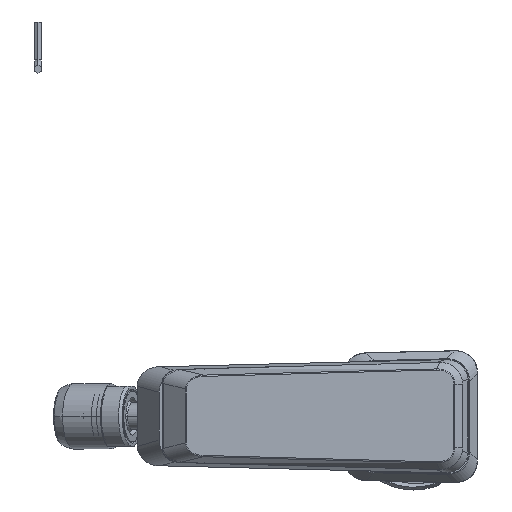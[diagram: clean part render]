
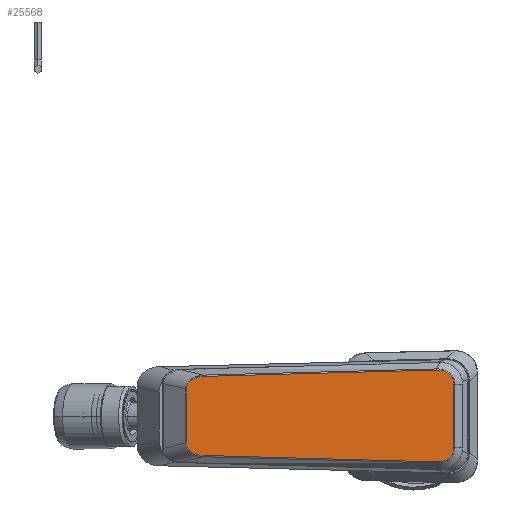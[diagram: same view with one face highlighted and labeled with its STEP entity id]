
A CAD part, top view. The second image highlights one B-rep face of the part: STEP entity #25568.
In plain terms, the highlighted face is planar.
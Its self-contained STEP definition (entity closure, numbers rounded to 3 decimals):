
#23589=CARTESIAN_POINT('',(10.587,16.875,
-155.253));
#23590=CARTESIAN_POINT('',(10.799,16.881,
-155.239));
#23591=CARTESIAN_POINT('',(11.234,16.88,
-155.208));
#23592=CARTESIAN_POINT('',(11.895,16.835,
-155.162));
#23593=CARTESIAN_POINT('',(12.65,16.721,
-155.109));
#23594=CARTESIAN_POINT('',(13.472,16.505,
-155.052));
#23595=CARTESIAN_POINT('',(14.242,16.186,
-154.998));
#23596=CARTESIAN_POINT('',(14.865,15.819,
-154.954));
#23597=CARTESIAN_POINT('',(15.372,15.423,
-154.919));
#23598=CARTESIAN_POINT('',(15.777,15.01,
-154.89));
#23599=CARTESIAN_POINT('',(16.104,14.585,
-154.868));
#23600=CARTESIAN_POINT('',(16.349,14.181,
-154.851));
#23601=CARTESIAN_POINT('',(16.542,13.781,
-154.837));
#23602=CARTESIAN_POINT('',(16.707,13.337,
-154.825));
#23603=CARTESIAN_POINT('',(16.843,12.825,
-154.816));
#23604=CARTESIAN_POINT('',(16.934,12.244,
-154.81));
#23605=CARTESIAN_POINT('',(16.958,11.809,
-154.808));
#23606=CARTESIAN_POINT('',(16.958,11.581,
-154.808));
#23608=CARTESIAN_POINT('',(-74.955,14.523,
-161.235));
#23609=CARTESIAN_POINT('',(-69.853,14.66,
-160.878));
#23610=CARTESIAN_POINT('',(-60.161,14.92,
-160.201));
#23611=CARTESIAN_POINT('',(-47.168,15.271,
-159.292));
#23612=CARTESIAN_POINT('',(-35.706,15.583,
-158.491));
#23613=CARTESIAN_POINT('',(-25.616,15.859,
-157.785));
#23614=CARTESIAN_POINT('',(-16.641,16.107,
-157.157));
#23615=CARTESIAN_POINT('',(-8.663,16.329,
-156.599));
#23616=CARTESIAN_POINT('',(-1.539,16.529,
-156.101));
#23617=CARTESIAN_POINT('',(4.849,16.71,
-155.655));
#23618=CARTESIAN_POINT('',(8.742,16.822,
-155.382));
#23619=CARTESIAN_POINT('',(10.587,16.875,
-155.253));
#23621=CARTESIAN_POINT('',(-81.141,9.918,
-161.668));
#23622=CARTESIAN_POINT('',(-81.14,10.246,
-161.668));
#23623=CARTESIAN_POINT('',(-81.059,10.887,
-161.662));
#23624=CARTESIAN_POINT('',(-80.68,11.816,
-161.635));
#23625=CARTESIAN_POINT('',(-80.028,12.68,
-161.59));
#23626=CARTESIAN_POINT('',(-79.079,13.43,
-161.523));
#23627=CARTESIAN_POINT('',(-78.096,13.919,
-161.455));
#23628=CARTESIAN_POINT('',(-77.158,14.231,
-161.389));
#23629=CARTESIAN_POINT('',(-76.147,14.442,
-161.318));
#23630=CARTESIAN_POINT('',(-75.367,14.512,
-161.264));
#23631=CARTESIAN_POINT('',(-74.955,14.523,
-161.235));
#23633=DIRECTION('',(0.,1.,0.));
#23634=VECTOR('',#23633,19.836);
#23635=CARTESIAN_POINT('',(-81.14,-9.918,
-161.668));
#23636=LINE('',#23635,#23634);
#23637=CARTESIAN_POINT('',(-74.955,-14.523,
-161.235));
#23638=CARTESIAN_POINT('',(-75.283,-14.514,
-161.258));
#23639=CARTESIAN_POINT('',(-75.965,-14.467,
-161.306));
#23640=CARTESIAN_POINT('',(-77.122,-14.25,
-161.387));
#23641=CARTESIAN_POINT('',(-78.237,-13.867,
-161.465));
#23642=CARTESIAN_POINT('',(-79.186,-13.349,
-161.531));
#23643=CARTESIAN_POINT('',(-79.927,-12.753,
-161.583));
#23644=CARTESIAN_POINT('',(-80.48,-12.097,
-161.621));
#23645=CARTESIAN_POINT('',(-80.838,-11.453,
-161.646));
#23646=CARTESIAN_POINT('',(-81.07,-10.77,
-161.663));
#23647=CARTESIAN_POINT('',(-81.14,-10.215,
-161.668));
#23648=CARTESIAN_POINT('',(-81.14,-9.918,
-161.668));
#23650=CARTESIAN_POINT('',(10.587,-16.875,
-155.253));
#23651=CARTESIAN_POINT('',(6.611,-16.761,
-155.531));
#23652=CARTESIAN_POINT('',(-1.337,-16.535,
-156.087));
#23653=CARTESIAN_POINT('',(-12.711,-16.216,
-156.883));
#23654=CARTESIAN_POINT('',(-25.143,-15.872,
-157.752));
#23655=CARTESIAN_POINT('',(-38.743,-15.5,
-158.703));
#23656=CARTESIAN_POINT('',(-52.467,-15.127,
-159.663));
#23657=CARTESIAN_POINT('',(-65.203,-14.784,
-160.553));
#23658=CARTESIAN_POINT('',(-71.936,-14.604,
-161.024));
#23659=CARTESIAN_POINT('',(-74.955,-14.523,
-161.235));
#23661=CARTESIAN_POINT('',(16.958,-11.581,
-154.808));
#23662=CARTESIAN_POINT('',(16.958,-11.706,
-154.808));
#23663=CARTESIAN_POINT('',(16.951,-11.97,
-154.808));
#23664=CARTESIAN_POINT('',(16.911,-12.401,
-154.811));
#23665=CARTESIAN_POINT('',(16.831,-12.872,
-154.817));
#23666=CARTESIAN_POINT('',(16.695,-13.383,
-154.826));
#23667=CARTESIAN_POINT('',(16.482,-13.93,
-154.841));
#23668=CARTESIAN_POINT('',(16.169,-14.502,
-154.863));
#23669=CARTESIAN_POINT('',(15.722,-15.089,
-154.894));
#23670=CARTESIAN_POINT('',(15.111,-15.656,
-154.937));
#23671=CARTESIAN_POINT('',(14.334,-16.147,
-154.991));
#23672=CARTESIAN_POINT('',(13.532,-16.483,
-155.047));
#23673=CARTESIAN_POINT('',(12.798,-16.685,
-155.099));
#23674=CARTESIAN_POINT('',(12.144,-16.802,
-155.145));
#23675=CARTESIAN_POINT('',(11.561,-16.861,
-155.185));
#23676=CARTESIAN_POINT('',(11.044,-16.882,
-155.221));
#23677=CARTESIAN_POINT('',(10.733,-16.879,
-155.243));
#23678=CARTESIAN_POINT('',(10.587,-16.875,
-155.253));
#23680=DIRECTION('',(0.,-1.,0.));
#23681=VECTOR('',#23680,23.161);
#23682=CARTESIAN_POINT('',(16.958,11.581,
-154.808));
#23683=LINE('',#23682,#23681);
#25443=VERTEX_POINT('',#23589);
#25444=VERTEX_POINT('',#23606);
#25447=CARTESIAN_POINT('',(16.958,-11.581,
-154.808));
#25448=VERTEX_POINT('',#25447);
#25451=VERTEX_POINT('',#23678);
#25453=VERTEX_POINT('',#23659);
#25455=VERTEX_POINT('',#23648);
#25457=CARTESIAN_POINT('',(-81.141,9.918,
-161.668));
#25458=VERTEX_POINT('',#25457);
#25461=VERTEX_POINT('',#23631);
#25546=CARTESIAN_POINT('',(27.216,20.755,
-154.091));
#25547=DIRECTION('',(0.07,0.,-0.998));
#25548=DIRECTION('',(0.,-1.,0.));
#25549=AXIS2_PLACEMENT_3D('',#25546,#25547,#25548);
#25550=PLANE('',#25549);
#25552=ORIENTED_EDGE('',*,*,#25551,.F.);
#25554=ORIENTED_EDGE('',*,*,#25553,.F.);
#25556=ORIENTED_EDGE('',*,*,#25555,.F.);
#25558=ORIENTED_EDGE('',*,*,#25557,.F.);
#25559=ORIENTED_EDGE('',*,*,#25536,.F.);
#25561=ORIENTED_EDGE('',*,*,#25560,.F.);
#25563=ORIENTED_EDGE('',*,*,#25562,.F.);
#25565=ORIENTED_EDGE('',*,*,#25564,.F.);
#25566=EDGE_LOOP('',(#25552,#25554,#25556,#25558,#25559,#25561,#25563,#25565));
#25567=FACE_OUTER_BOUND('',#25566,.F.);
#25568=ADVANCED_FACE('',(#25567),#25550,.T.);
#23607=B_SPLINE_CURVE_WITH_KNOTS('',3,(#23589,#23590,#23591,#23592,#23593,
#23594,#23595,#23596,#23597,#23598,#23599,#23600,#23601,#23602,#23603,#23604,
#23605,#23606),.UNSPECIFIED.,.F.,.F.,(4,1,1,1,1,1,1,1,1,1,1,1,1,1,1,4),(0.,
0.067,0.133,0.2,0.267,0.333,
0.4,0.467,0.533,0.6,0.667,
0.733,0.8,0.867,0.933,1.),
.UNSPECIFIED.);
#23620=B_SPLINE_CURVE_WITH_KNOTS('',3,(#23608,#23609,#23610,#23611,#23612,
#23613,#23614,#23615,#23616,#23617,#23618,#23619),.UNSPECIFIED.,.F.,.F.,(4,1,1,
1,1,1,1,1,1,4),(0.,0.111,0.222,0.333,
0.444,0.556,0.667,0.778,
0.889,1.),.UNSPECIFIED.);
#23632=B_SPLINE_CURVE_WITH_KNOTS('',3,(#23621,#23622,#23623,#23624,#23625,
#23626,#23627,#23628,#23629,#23630,#23631),.UNSPECIFIED.,.F.,.F.,(4,1,1,1,1,1,1,
1,4),(0.,0.125,0.25,0.375,0.5,0.625,0.75,0.875,1.),
.UNSPECIFIED.);
#23649=B_SPLINE_CURVE_WITH_KNOTS('',3,(#23637,#23638,#23639,#23640,#23641,
#23642,#23643,#23644,#23645,#23646,#23647,#23648),.UNSPECIFIED.,.F.,.F.,(4,1,1,
1,1,1,1,1,1,4),(0.,0.111,0.222,0.333,
0.444,0.556,0.667,0.778,
0.889,1.),.UNSPECIFIED.);
#23660=B_SPLINE_CURVE_WITH_KNOTS('',3,(#23650,#23651,#23652,#23653,#23654,
#23655,#23656,#23657,#23658,#23659),.UNSPECIFIED.,.F.,.F.,(4,1,1,1,1,1,1,4),(
0.,0.143,0.286,0.429,0.571,
0.714,0.857,1.),.UNSPECIFIED.);
#23679=B_SPLINE_CURVE_WITH_KNOTS('',3,(#23661,#23662,#23663,#23664,#23665,
#23666,#23667,#23668,#23669,#23670,#23671,#23672,#23673,#23674,#23675,#23676,
#23677,#23678),.UNSPECIFIED.,.F.,.F.,(4,1,1,1,1,1,1,1,1,1,1,1,1,1,1,4),(0.,
0.067,0.133,0.2,0.267,0.333,
0.4,0.467,0.533,0.6,0.667,
0.733,0.8,0.867,0.933,1.),
.UNSPECIFIED.);
#25536=EDGE_CURVE('',#25453,#25455,#23649,.T.);
#25551=EDGE_CURVE('',#25443,#25444,#23607,.T.);
#25553=EDGE_CURVE('',#25461,#25443,#23620,.T.);
#25555=EDGE_CURVE('',#25458,#25461,#23632,.T.);
#25557=EDGE_CURVE('',#25455,#25458,#23636,.T.);
#25560=EDGE_CURVE('',#25451,#25453,#23660,.T.);
#25562=EDGE_CURVE('',#25448,#25451,#23679,.T.);
#25564=EDGE_CURVE('',#25444,#25448,#23683,.T.);
